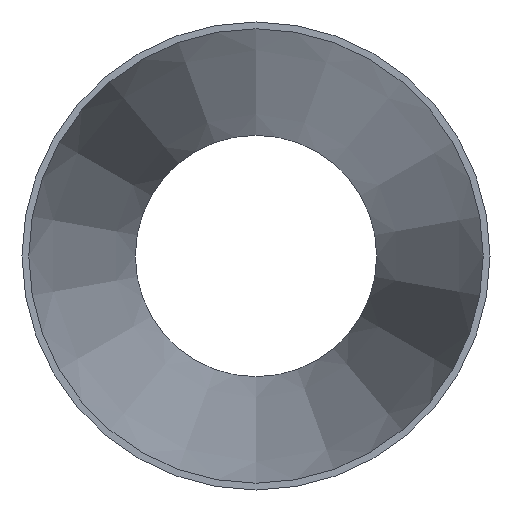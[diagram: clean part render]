
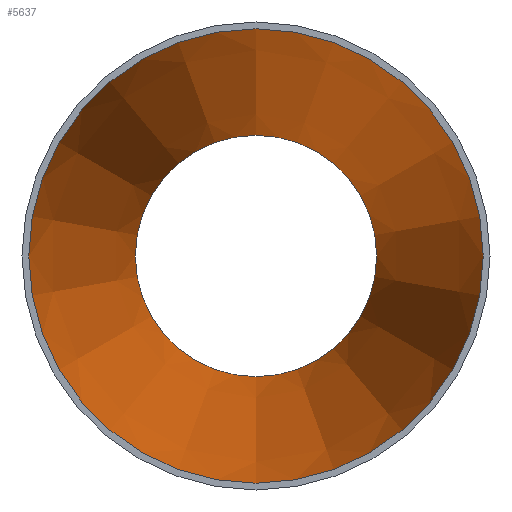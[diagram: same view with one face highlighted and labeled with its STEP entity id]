
A CAD part, front view. The second image highlights one B-rep face of the part: STEP entity #5637.
In plain terms, the highlighted conical face has half-angle 9.453 degrees and reference radius 67.823 mm.
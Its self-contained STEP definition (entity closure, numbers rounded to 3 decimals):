
#1609 = VERTEX_POINT ( 'NONE', #7142 ) ;
#2435 = EDGE_LOOP ( 'NONE', ( #7761 ) ) ;
#2500 = DIRECTION ( 'NONE',  ( 0., 0., -1. ) ) ;
#2996 = ORIENTED_EDGE ( 'NONE', *, *, #9282, .T. ) ;
#5637 = ADVANCED_FACE ( 'NONE', ( #11396, #20733 ), #8881, .F. ) ;
#6296 = DIRECTION ( 'NONE',  ( 0., 0., -1. ) ) ;
#7142 = CARTESIAN_POINT ( 'NONE',  ( 0., 0., -67.822 ) ) ;
#7761 = ORIENTED_EDGE ( 'NONE', *, *, #11054, .F. ) ;
#8713 = VERTEX_POINT ( 'NONE', #21550 ) ;
#8881 = CONICAL_SURFACE ( 'NONE', #19611, 67.822, 0.165 ) ;
#9282 = EDGE_CURVE ( 'NONE', #1609, #1609, #13613, .T. ) ;
#9337 = CARTESIAN_POINT ( 'NONE',  ( 0., 0., 0. ) ) ;
#11054 = EDGE_CURVE ( 'NONE', #8713, #8713, #18241, .T. ) ;
#11396 = FACE_BOUND ( 'NONE', #2435, .T. ) ;
#13613 = CIRCLE ( 'NONE', #18971, 67.822 ) ;
#14748 = DIRECTION ( 'NONE',  ( 0., -1., 0. ) ) ;
#17147 = CARTESIAN_POINT ( 'NONE',  ( 0., 0., 0. ) ) ;
#17561 = EDGE_LOOP ( 'NONE', ( #2996 ) ) ;
#18241 = CIRCLE ( 'NONE', #23200, 36.022 ) ;
#18971 = AXIS2_PLACEMENT_3D ( 'NONE', #17147, #22542, #2500 ) ;
#19611 = AXIS2_PLACEMENT_3D ( 'NONE', #9337, #14748, #22045 ) ;
#20733 = FACE_OUTER_BOUND ( 'NONE', #17561, .T. ) ;
#21182 = CARTESIAN_POINT ( 'NONE',  ( 0., 191., 0. ) ) ;
#21550 = CARTESIAN_POINT ( 'NONE',  ( 0., 191., -36.022 ) ) ;
#22045 = DIRECTION ( 'NONE',  ( 0., 0., -1. ) ) ;
#22542 = DIRECTION ( 'NONE',  ( 0., -1., 0. ) ) ;
#22849 = DIRECTION ( 'NONE',  ( 0., -1., 0. ) ) ;
#23200 = AXIS2_PLACEMENT_3D ( 'NONE', #21182, #22849, #6296 ) ;
